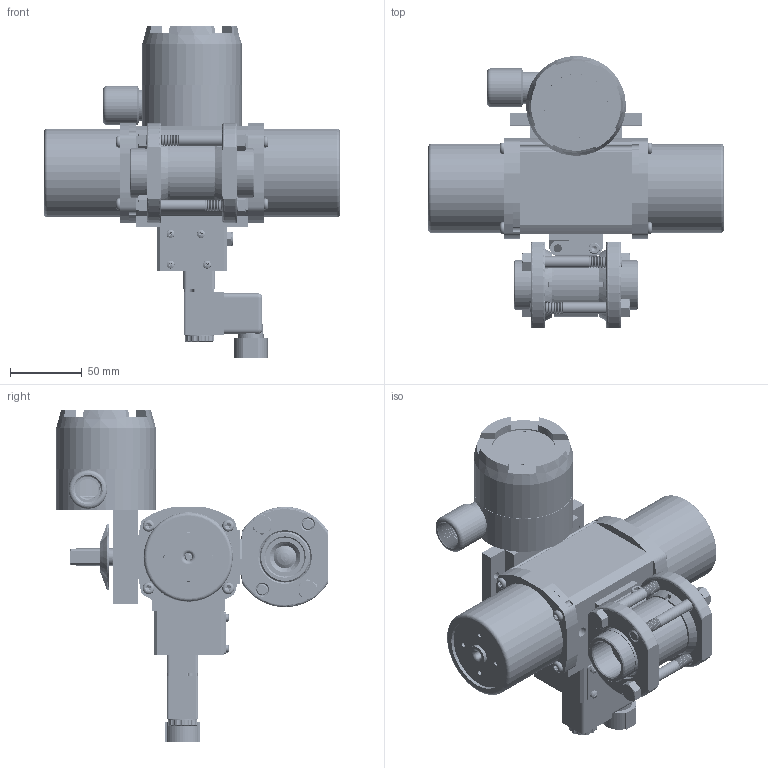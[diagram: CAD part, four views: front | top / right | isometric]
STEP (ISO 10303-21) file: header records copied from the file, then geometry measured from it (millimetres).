
FILE_DESCRIPTION (( 'STEP AP203' ), '1' );
FILE_NAME ('26XXSWSA512SR3GPDCLS.step', '2018-06-12T17:58:27', ( '' ), ( '' ), 'SwSTEP 2.0', 'SolidWorks 2017', '' );
FILE_SCHEMA (( 'CONFIG_CONTROL_DESIGN' ));
Products named in the file (1): 26XXSWSA512SR3GPDCLS
Bounding box: 206.12 x 189.17 x 231.14 mm (x, y, z)
Volume: 897897.4 mm3; surface area: 377234.3 mm2
Topology: 69 solids, 69 shells, 6399 faces, 16780 edges, 10543 vertices
Faces by surface type: cylinder 3073, cone 2045, plane 897, torus 232, bspline 138, sphere 14
Entity records: 242451 total; most frequent: CARTESIAN_POINT 88483, ORIENTED_EDGE 33248, DIRECTION 33050, EDGE_CURVE 16624, AXIS2_PLACEMENT_3D 13429, VERTEX_POINT 10539, CIRCLE 7167, EDGE_LOOP 6845
